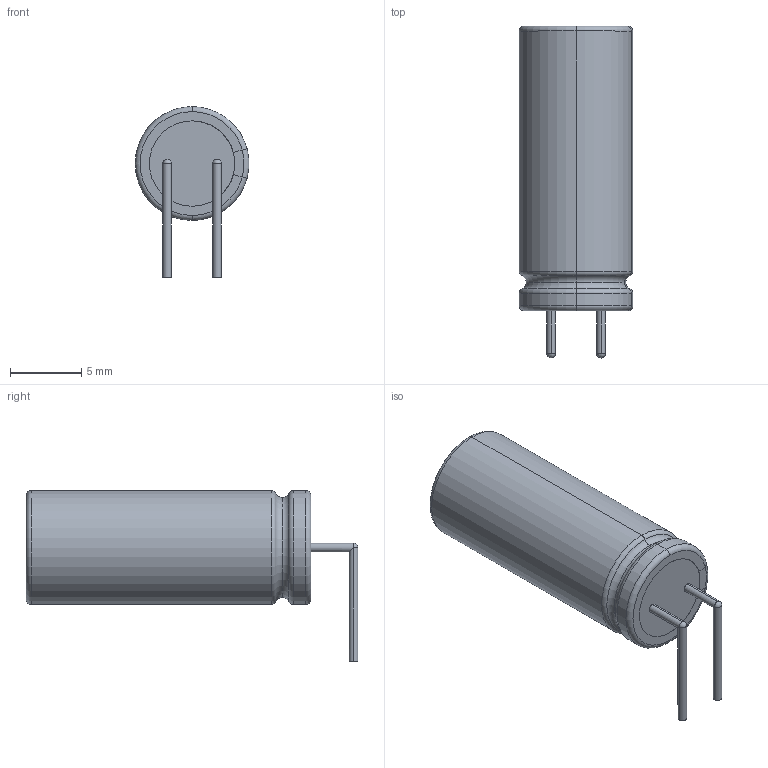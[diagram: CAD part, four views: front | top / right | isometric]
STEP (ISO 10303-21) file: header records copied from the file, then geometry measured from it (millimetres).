
FILE_DESCRIPTION (( 'STEP AP214' ), '1' );
FILE_NAME ('Cap80x200-3.5H.STEP', '2018-04-20T19:05:49', ( '' ), ( '' ), 'SwSTEP 2.0', 'SolidWorks 2017', '' );
FILE_SCHEMA (( 'AUTOMOTIVE_DESIGN' ));
Length unit declared in the file: millimetre
Products named in the file (1): Cap80x200-3.5H
Bounding box: 7.98 x 23.3 x 12 mm (x, y, z)
Volume: 1000.3 mm3; surface area: 1477.2 mm2
Topology: 5 solids, 5 shells, 62 faces, 140 edges, 86 vertices
Faces by surface type: torus 24, cylinder 22, plane 14, sphere 2
Entity records: 1826 total; most frequent: DIRECTION 358, CARTESIAN_POINT 299, ORIENTED_EDGE 276, AXIS2_PLACEMENT_3D 161, EDGE_CURVE 138, CIRCLE 98, VERTEX_POINT 86, EDGE_LOOP 62
